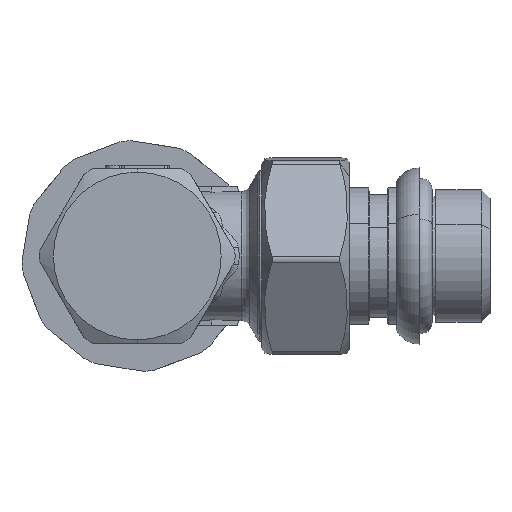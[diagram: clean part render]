
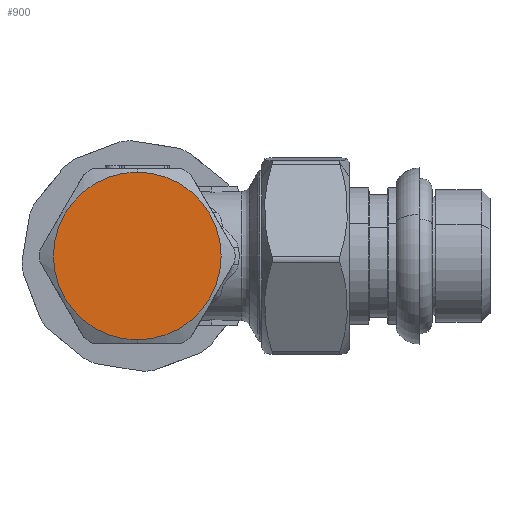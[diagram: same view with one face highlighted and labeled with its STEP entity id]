
A CAD part, front view. The second image highlights one B-rep face of the part: STEP entity #900.
In plain terms, the highlighted planar face has unit normal (0, -1, 0).
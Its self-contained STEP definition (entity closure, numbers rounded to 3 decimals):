
#248 = ORIENTED_EDGE ( 'NONE', *, *, #9680, .T. ) ;
#900 = ADVANCED_FACE ( 'Defeature completata1_1', ( #1658 ), #9461, .T. ) ;
#1658 = FACE_OUTER_BOUND ( 'NONE', #4630, .T. ) ;
#2118 = ORIENTED_EDGE ( 'NONE', *, *, #13276, .T. ) ;
#2520 = AXIS2_PLACEMENT_3D ( 'NONE', #9750, #13088, #4075 ) ;
#4075 = DIRECTION ( 'NONE',  ( 0., 0., -1. ) ) ;
#4630 = EDGE_LOOP ( 'NONE', ( #248, #2118 ) ) ;
#6267 = VERTEX_POINT ( 'NONE', #13443 ) ;
#6794 = AXIS2_PLACEMENT_3D ( 'NONE', #8357, #13930, #12961 ) ;
#8028 = DIRECTION ( 'NONE',  ( 0., -1., 0. ) ) ;
#8357 = CARTESIAN_POINT ( 'NONE',  ( 0., -23., 0. ) ) ;
#9235 = CARTESIAN_POINT ( 'NONE',  ( 0., -23., 0. ) ) ;
#9461 = PLANE ( 'NONE',  #2520 ) ;
#9680 = EDGE_CURVE ( 'Defeature completata1_1+Defeature completata1_0+Defeature completata1_0+Defeature completata1_0', #13192, #6267, #14229, .T. ) ;
#9750 = CARTESIAN_POINT ( 'NONE',  ( -10.9, -23., 0. ) ) ;
#9857 = AXIS2_PLACEMENT_3D ( 'NONE', #9235, #8028, #11413 ) ;
#10106 = CIRCLE ( 'NONE', #9857, 13. ) ;
#11413 = DIRECTION ( 'NONE',  ( 0., 0., -1. ) ) ;
#12961 = DIRECTION ( 'NONE',  ( 0., 0., -1. ) ) ;
#13088 = DIRECTION ( 'NONE',  ( 0., -1., 0. ) ) ;
#13192 = VERTEX_POINT ( 'NONE', #13452 ) ;
#13276 = EDGE_CURVE ( 'Defeature completata1_1+Defeature completata1_0+Defeature completata1_0+Defeature completata1_0', #6267, #13192, #10106, .T. ) ;
#13443 = CARTESIAN_POINT ( 'NONE',  ( 0., -23., -13. ) ) ;
#13452 = CARTESIAN_POINT ( 'NONE',  ( 0., -23., 13. ) ) ;
#13930 = DIRECTION ( 'NONE',  ( 0., -1., 0. ) ) ;
#14229 = CIRCLE ( 'NONE', #6794, 13. ) ;
